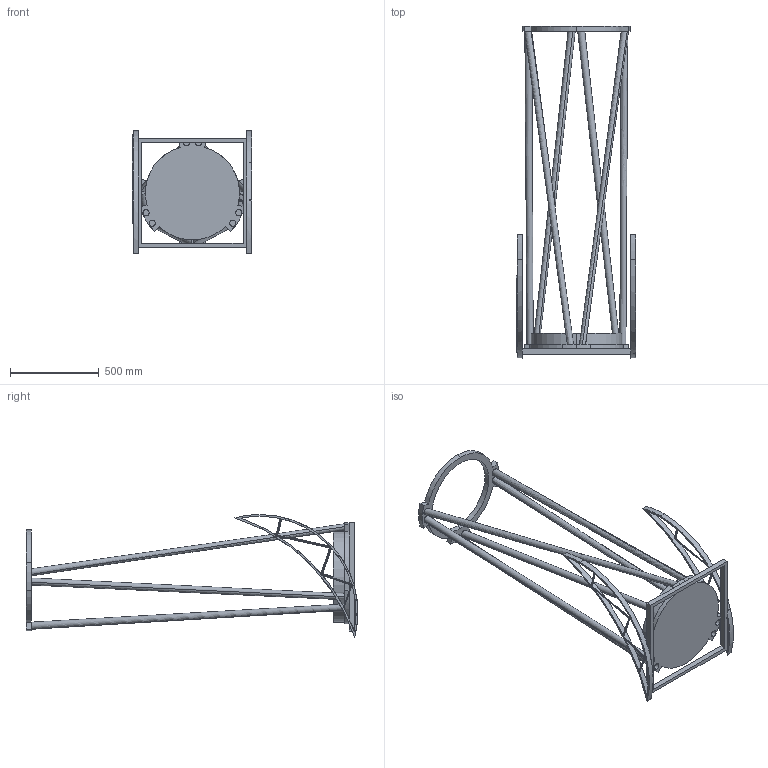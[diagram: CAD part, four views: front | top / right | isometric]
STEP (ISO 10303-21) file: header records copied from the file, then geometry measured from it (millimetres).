
FILE_DESCRIPTION (( 'STEP AP203' ), '1' );
FILE_NAME ('Telescope_Multibody_Part_Default_sldprt.STEP', '2021-08-05T09:22:53', ( '' ), ( '' ), 'SwSTEP 2.0', 'SolidWorks 2021', '' );
FILE_SCHEMA (( 'CONFIG_CONTROL_DESIGN' ));
Length unit declared in the file: millimetre
Products named in the file (1): Telescope_Multibody_Part_Default_sldprt
Bounding box: 675 x 1870.24 x 692.95 mm (x, y, z)
Volume: 34751624.8 mm3; surface area: 2763482.6 mm2
Topology: 12 solids, 12 shells, 174 faces, 454 edges, 292 vertices
Faces by surface type: plane 107, cylinder 55, bspline 12
Entity records: 6995 total; most frequent: CARTESIAN_POINT 2505, DIRECTION 922, ORIENTED_EDGE 908, EDGE_CURVE 454, AXIS2_PLACEMENT_3D 317, VERTEX_POINT 292, VECTOR 288, LINE 288
